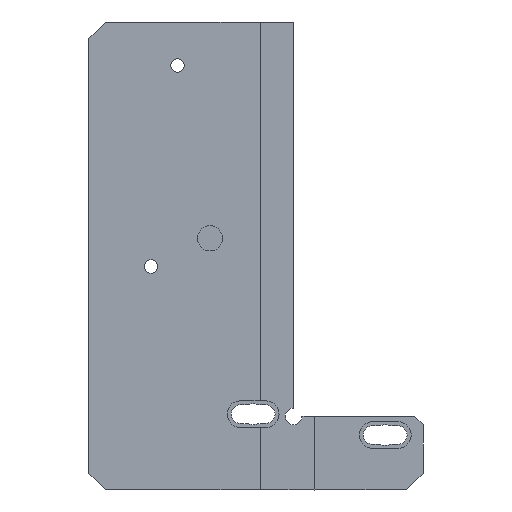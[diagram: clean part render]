
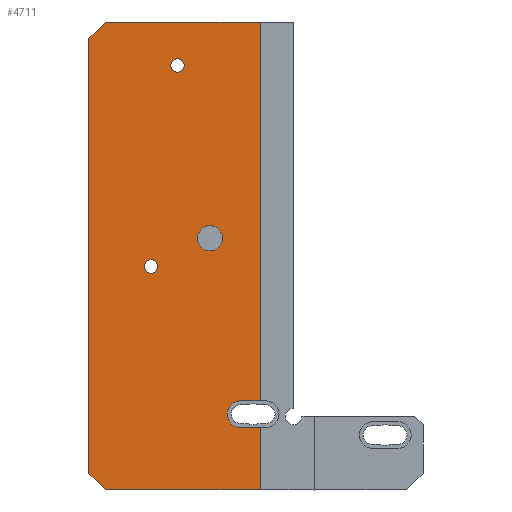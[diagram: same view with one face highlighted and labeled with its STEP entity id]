
A CAD part, front view. The second image highlights one B-rep face of the part: STEP entity #4711.
In plain terms, the highlighted planar face has unit normal (0, -1, 0).
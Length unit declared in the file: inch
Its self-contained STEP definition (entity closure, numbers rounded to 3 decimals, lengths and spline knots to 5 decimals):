
#26 = CARTESIAN_POINT ( 'NONE',  ( -0.7925, 0., -5.196 ) ) ;
#28 = LINE ( 'NONE', #1507, #12970 ) ;
#58 = VECTOR ( 'NONE', #3919, 39.37008 ) ;
#136 = CIRCLE ( 'NONE', #11434, 0.1005 ) ;
#154 = CARTESIAN_POINT ( 'NONE',  ( -0.7925, 0., -5.596 ) ) ;
#723 = EDGE_CURVE ( 'NONE', #10589, #10765, #136, .T. ) ;
#965 = EDGE_CURVE ( 'NONE', #1092, #13327, #5044, .T. ) ;
#990 = DIRECTION ( 'NONE',  ( 1., 0., 0. ) ) ;
#1087 = CIRCLE ( 'NONE', #7487, 0.1005 ) ;
#1092 = VERTEX_POINT ( 'NONE', #1784 ) ;
#1138 = EDGE_CURVE ( 'NONE', #14661, #14718, #1880, .T. ) ;
#1230 = DIRECTION ( 'NONE',  ( 0., 0., -1. ) ) ;
#1241 = EDGE_CURVE ( 'NONE', #14131, #13787, #1632, .T. ) ;
#1363 = DIRECTION ( 'NONE',  ( 0., -1., 0. ) ) ;
#1411 = CARTESIAN_POINT ( 'NONE',  ( -0.7925, 0., -5.396 ) ) ;
#1437 = DIRECTION ( 'NONE',  ( 0., 0., -1. ) ) ;
#1500 = VERTEX_POINT ( 'NONE', #9815 ) ;
#1507 = CARTESIAN_POINT ( 'NONE',  ( -0.5, 0., 0.47 ) ) ;
#1632 = LINE ( 'NONE', #5090, #5682 ) ;
#1635 = ORIENTED_EDGE ( 'NONE', *, *, #12584, .F. ) ;
#1715 = VECTOR ( 'NONE', #6920, 39.37008 ) ;
#1739 = LINE ( 'NONE', #6904, #1715 ) ;
#1784 = CARTESIAN_POINT ( 'NONE',  ( -0.5, 0., -6.53 ) ) ;
#1880 = CIRCLE ( 'NONE', #10272, 0.2 ) ;
#2286 = FACE_OUTER_BOUND ( 'NONE', #13125, .T. ) ;
#2572 = AXIS2_PLACEMENT_3D ( 'NONE', #11673, #11697, #11712 ) ;
#2577 = ORIENTED_EDGE ( 'NONE', *, *, #10382, .T. ) ;
#2765 = AXIS2_PLACEMENT_3D ( 'NONE', #4646, #4639, #4627 ) ;
#3013 = EDGE_CURVE ( 'NONE', #1500, #1092, #28, .T. ) ;
#3224 = CARTESIAN_POINT ( 'NONE',  ( -0.4175, 0., -5.196 ) ) ;
#3291 = CIRCLE ( 'NONE', #2572, 0.1875 ) ;
#3399 = CARTESIAN_POINT ( 'NONE',  ( -3.06203, 0., 0.22 ) ) ;
#3849 = ORIENTED_EDGE ( 'NONE', *, *, #7685, .F. ) ;
#3919 = DIRECTION ( 'NONE',  ( -1., 0., 0. ) ) ;
#3945 = CARTESIAN_POINT ( 'NONE',  ( -2.81203, 0., 0.47 ) ) ;
#3989 = LINE ( 'NONE', #11133, #15080 ) ;
#3995 = EDGE_LOOP ( 'NONE', ( #10983, #15841 ) ) ;
#4000 = CARTESIAN_POINT ( 'NONE',  ( -2.1319, 0., -3.28872 ) ) ;
#4222 = EDGE_CURVE ( 'NONE', #14718, #1500, #5732, .T. ) ;
#4259 = ORIENTED_EDGE ( 'NONE', *, *, #1241, .T. ) ;
#4491 = ORIENTED_EDGE ( 'NONE', *, *, #6215, .T. ) ;
#4624 = DIRECTION ( 'NONE',  ( -0.707, 0., -0.707 ) ) ;
#4627 = DIRECTION ( 'NONE',  ( 0., 0., -1. ) ) ;
#4632 = CARTESIAN_POINT ( 'NONE',  ( -3.06203, 0., -6.53 ) ) ;
#4639 = DIRECTION ( 'NONE',  ( 0., -1., 0. ) ) ;
#4646 = CARTESIAN_POINT ( 'NONE',  ( 1.93797, 0., -6.53 ) ) ;
#4690 = CARTESIAN_POINT ( 'NONE',  ( -2.1319, 0., -3.18822 ) ) ;
#4708 = DIRECTION ( 'NONE',  ( 0., -1., 0. ) ) ;
#4711 = ADVANCED_FACE ( 'NONE', ( #14338, #15341, #8891, #2286 ), #4752, .T. ) ;
#4722 = DIRECTION ( 'NONE',  ( 0., 0., -1. ) ) ;
#4752 = PLANE ( 'NONE',  #2765 ) ;
#5044 = LINE ( 'NONE', #4632, #58 ) ;
#5090 = CARTESIAN_POINT ( 'NONE',  ( -3.93703, 0., -0.655 ) ) ;
#5423 = EDGE_LOOP ( 'NONE', ( #2577, #4491 ) ) ;
#5643 = AXIS2_PLACEMENT_3D ( 'NONE', #9114, #9111, #9093 ) ;
#5652 = DIRECTION ( 'NONE',  ( 0., 0., -1. ) ) ;
#5682 = VECTOR ( 'NONE', #4624, 39.37008 ) ;
#5732 = LINE ( 'NONE', #8411, #8601 ) ;
#5978 = ORIENTED_EDGE ( 'NONE', *, *, #6504, .F. ) ;
#6045 = LINE ( 'NONE', #3224, #6061 ) ;
#6061 = VECTOR ( 'NONE', #10771, 39.37008 ) ;
#6079 = VERTEX_POINT ( 'NONE', #10547 ) ;
#6140 = CARTESIAN_POINT ( 'NONE',  ( -0.5, 0., 0.47 ) ) ;
#6215 = EDGE_CURVE ( 'NONE', #10236, #10299, #3291, .T. ) ;
#6327 = CARTESIAN_POINT ( 'NONE',  ( -1.73552, 0., -0.18223 ) ) ;
#6339 = DIRECTION ( 'NONE',  ( 0., -1., 0. ) ) ;
#6355 = DIRECTION ( 'NONE',  ( 0., 0., -1. ) ) ;
#6386 = ORIENTED_EDGE ( 'NONE', *, *, #16174, .F. ) ;
#6504 = EDGE_CURVE ( 'NONE', #7285, #15974, #15396, .T. ) ;
#6563 = AXIS2_PLACEMENT_3D ( 'NONE', #15106, #15100, #15079 ) ;
#6609 = CARTESIAN_POINT ( 'NONE',  ( -0.5, 0., -5.196 ) ) ;
#6612 = CIRCLE ( 'NONE', #6563, 0.1005 ) ;
#6643 = CARTESIAN_POINT ( 'NONE',  ( -1.73552, 0., -0.28273 ) ) ;
#6904 = CARTESIAN_POINT ( 'NONE',  ( -3.06203, 0., -6.53 ) ) ;
#6920 = DIRECTION ( 'NONE',  ( 0., 0., 1. ) ) ;
#7112 = ORIENTED_EDGE ( 'NONE', *, *, #1138, .F. ) ;
#7285 = VERTEX_POINT ( 'NONE', #4000 ) ;
#7297 = CARTESIAN_POINT ( 'NONE',  ( -1.73552, 0., -0.08173 ) ) ;
#7487 = AXIS2_PLACEMENT_3D ( 'NONE', #10721, #15889, #5652 ) ;
#7685 = EDGE_CURVE ( 'NONE', #8350, #15578, #10802, .T. ) ;
#8350 = VERTEX_POINT ( 'NONE', #6140 ) ;
#8395 = DIRECTION ( 'NONE',  ( 1., 0., 0. ) ) ;
#8400 = CARTESIAN_POINT ( 'NONE',  ( -3.06203, 0., 0.47 ) ) ;
#8411 = CARTESIAN_POINT ( 'NONE',  ( -0.4175, 0., -5.596 ) ) ;
#8601 = VECTOR ( 'NONE', #8395, 39.37008 ) ;
#8891 = FACE_BOUND ( 'NONE', #10171, .T. ) ;
#9093 = DIRECTION ( 'NONE',  ( 0., 0., 1. ) ) ;
#9111 = DIRECTION ( 'NONE',  ( 0., 1., 0. ) ) ;
#9114 = CARTESIAN_POINT ( 'NONE',  ( -1.25, 0., -2.765 ) ) ;
#9696 = EDGE_CURVE ( 'NONE', #10765, #10589, #6612, .T. ) ;
#9815 = CARTESIAN_POINT ( 'NONE',  ( -0.5, 0., -5.596 ) ) ;
#9824 = CARTESIAN_POINT ( 'NONE',  ( -1.25, 0., -2.5775 ) ) ;
#10171 = EDGE_LOOP ( 'NONE', ( #6386, #5978 ) ) ;
#10236 = VERTEX_POINT ( 'NONE', #11165 ) ;
#10240 = EDGE_CURVE ( 'NONE', #6079, #13327, #3989, .T. ) ;
#10272 = AXIS2_PLACEMENT_3D ( 'NONE', #1411, #1363, #1230 ) ;
#10299 = VERTEX_POINT ( 'NONE', #9824 ) ;
#10382 = EDGE_CURVE ( 'NONE', #10299, #10236, #15049, .T. ) ;
#10547 = CARTESIAN_POINT ( 'NONE',  ( -3.06203, 0., -6.28 ) ) ;
#10589 = VERTEX_POINT ( 'NONE', #7297 ) ;
#10654 = AXIS2_PLACEMENT_3D ( 'NONE', #4690, #4708, #4722 ) ;
#10678 = EDGE_CURVE ( 'NONE', #6079, #13787, #1739, .T. ) ;
#10700 = ORIENTED_EDGE ( 'NONE', *, *, #10678, .F. ) ;
#10721 = CARTESIAN_POINT ( 'NONE',  ( -2.1319, 0., -3.18822 ) ) ;
#10765 = VERTEX_POINT ( 'NONE', #6643 ) ;
#10771 = DIRECTION ( 'NONE',  ( -1., 0., 0. ) ) ;
#10802 = LINE ( 'NONE', #13030, #14227 ) ;
#10983 = ORIENTED_EDGE ( 'NONE', *, *, #723, .F. ) ;
#11109 = DIRECTION ( 'NONE',  ( 0.707, 0., -0.707 ) ) ;
#11133 = CARTESIAN_POINT ( 'NONE',  ( -0.43703, 0., -8.905 ) ) ;
#11165 = CARTESIAN_POINT ( 'NONE',  ( -1.25, 0., -2.9525 ) ) ;
#11434 = AXIS2_PLACEMENT_3D ( 'NONE', #6327, #6339, #6355 ) ;
#11673 = CARTESIAN_POINT ( 'NONE',  ( -1.25, 0., -2.765 ) ) ;
#11697 = DIRECTION ( 'NONE',  ( 0., 1., 0. ) ) ;
#11712 = DIRECTION ( 'NONE',  ( 0., 0., 1. ) ) ;
#12055 = VECTOR ( 'NONE', #990, 39.37008 ) ;
#12366 = CARTESIAN_POINT ( 'NONE',  ( -2.81203, 0., -6.53 ) ) ;
#12515 = LINE ( 'NONE', #8400, #12055 ) ;
#12584 = EDGE_CURVE ( 'NONE', #15578, #14661, #6045, .T. ) ;
#12688 = ORIENTED_EDGE ( 'NONE', *, *, #13809, .F. ) ;
#12945 = DIRECTION ( 'NONE',  ( 0., 0., -1. ) ) ;
#12970 = VECTOR ( 'NONE', #1437, 39.37008 ) ;
#13030 = CARTESIAN_POINT ( 'NONE',  ( -0.5, 0., 0.47 ) ) ;
#13125 = EDGE_LOOP ( 'NONE', ( #14386, #7112, #1635, #3849, #12688, #4259, #10700, #13845, #14924, #15476 ) ) ;
#13327 = VERTEX_POINT ( 'NONE', #12366 ) ;
#13787 = VERTEX_POINT ( 'NONE', #3399 ) ;
#13809 = EDGE_CURVE ( 'NONE', #14131, #8350, #12515, .T. ) ;
#13845 = ORIENTED_EDGE ( 'NONE', *, *, #10240, .T. ) ;
#14021 = CARTESIAN_POINT ( 'NONE',  ( -2.1319, 0., -3.08772 ) ) ;
#14131 = VERTEX_POINT ( 'NONE', #3945 ) ;
#14227 = VECTOR ( 'NONE', #12945, 39.37008 ) ;
#14338 = FACE_BOUND ( 'NONE', #5423, .T. ) ;
#14386 = ORIENTED_EDGE ( 'NONE', *, *, #4222, .F. ) ;
#14661 = VERTEX_POINT ( 'NONE', #26 ) ;
#14718 = VERTEX_POINT ( 'NONE', #154 ) ;
#14924 = ORIENTED_EDGE ( 'NONE', *, *, #965, .F. ) ;
#15049 = CIRCLE ( 'NONE', #5643, 0.1875 ) ;
#15079 = DIRECTION ( 'NONE',  ( 0., 0., -1. ) ) ;
#15080 = VECTOR ( 'NONE', #11109, 39.37008 ) ;
#15100 = DIRECTION ( 'NONE',  ( 0., -1., 0. ) ) ;
#15106 = CARTESIAN_POINT ( 'NONE',  ( -1.73552, 0., -0.18223 ) ) ;
#15341 = FACE_BOUND ( 'NONE', #3995, .T. ) ;
#15396 = CIRCLE ( 'NONE', #10654, 0.1005 ) ;
#15476 = ORIENTED_EDGE ( 'NONE', *, *, #3013, .F. ) ;
#15578 = VERTEX_POINT ( 'NONE', #6609 ) ;
#15841 = ORIENTED_EDGE ( 'NONE', *, *, #9696, .F. ) ;
#15889 = DIRECTION ( 'NONE',  ( 0., -1., 0. ) ) ;
#15974 = VERTEX_POINT ( 'NONE', #14021 ) ;
#16174 = EDGE_CURVE ( 'NONE', #15974, #7285, #1087, .T. ) ;
